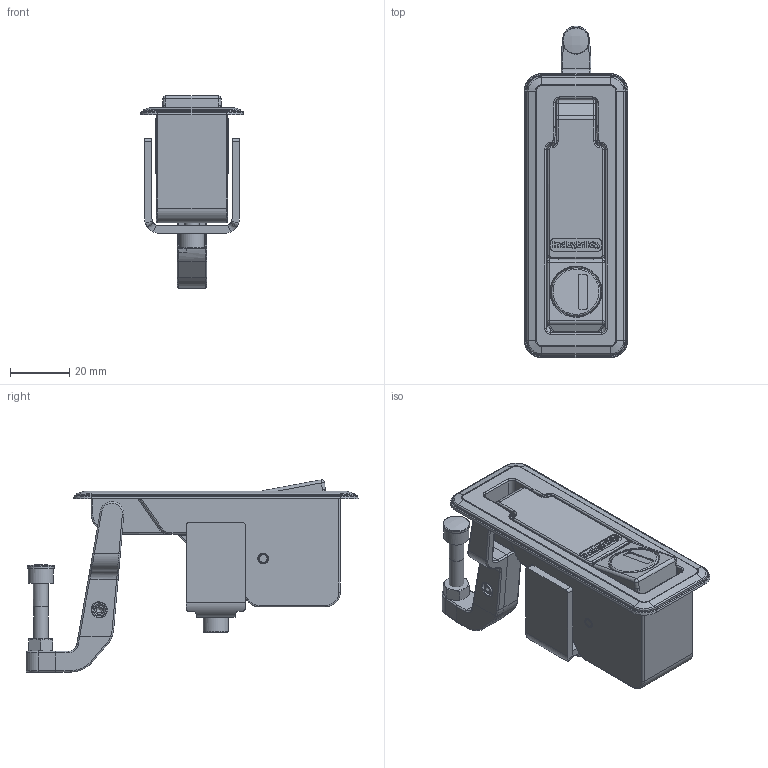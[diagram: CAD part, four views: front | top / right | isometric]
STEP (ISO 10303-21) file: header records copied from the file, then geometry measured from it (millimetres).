
FILE_DESCRIPTION (( 'STEP AP214' ), '1' );
FILE_NAME ('2814-037159-2246_Industrilas.step', '2025-08-26T11:46:17', ( '' ), ( '' ), 'SwSTEP 2.0', 'SolidWorks 2010', '' );
FILE_SCHEMA (( 'AUTOMOTIVE_DESIGN' ));
Length unit declared in the file: millimetre
Products named in the file (14): Gehaeuse1; Taster1-STS1; Raendelstift 3x25; Dichtung1; KV-IP65_Hebel-L1; Klammer1; KV-IP65_Hebel-L2; Schraube M5x31; Schraube M5x21; STS-Zylinder1; Schutzkappe1; Mutter M6; 2814-037159-2246_Industrilas; Taster3
Assembly tree (13 placements, depth 2):
  2814-037159-2246_Industrilas
    Dichtung1
    KV-IP65_Hebel-L1
    Gehaeuse1
    Klammer1
    Schraube M5x31
    STS-Zylinder1
    Taster3
    KV-IP65_Hebel-L2
    Schutzkappe1
    Mutter M6
    Schraube M5x21
    Taster1-STS1
    Raendelstift 3x25
Bounding box: 34.95 x 111.96 x 64.82 mm (x, y, z)
Volume: 48942.5 mm3; surface area: 41236.6 mm2
Topology: 13 solids, 13 shells, 1484 faces, 3748 edges, 2296 vertices
Faces by surface type: plane 555, bspline 440, cylinder 438, cone 51
Full cylindrical faces by diameter (mm): 2.2 x1, 3 x5, 3.1 x1, 4.134 x3, 4.2 x1, 4.4 x2, 4.878 x2, 5 x3, 5.5 x1, 8.5 x2, 9 x1, 12.8 x1, 16.5 x1
Entity records: 70572 total; most frequent: CARTESIAN_POINT 38711, ORIENTED_EDGE 7218, DIRECTION 5294, EDGE_CURVE 3609, VERTEX_POINT 2267, AXIS2_PLACEMENT_3D 1822, LINE 1650, VECTOR 1650
